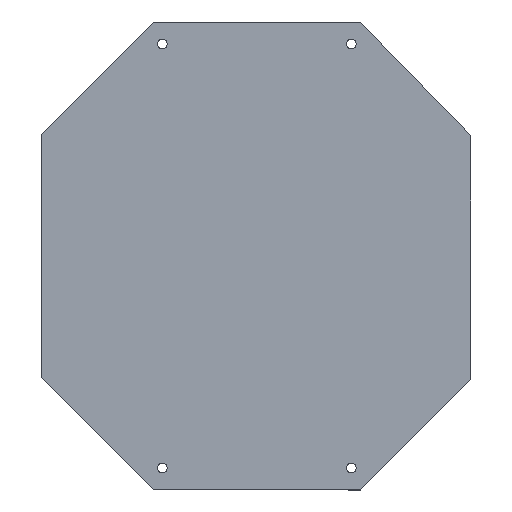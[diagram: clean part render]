
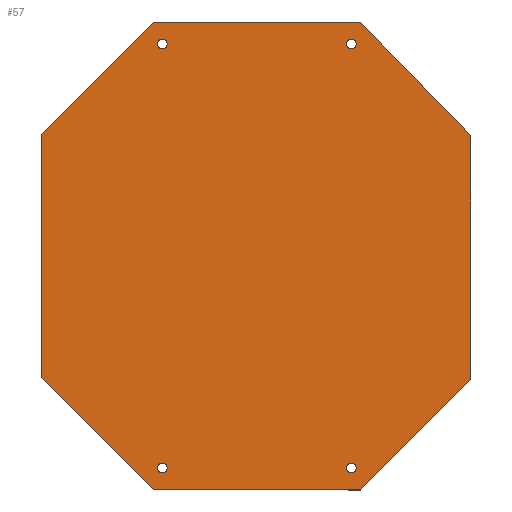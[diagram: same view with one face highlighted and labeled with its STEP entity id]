
A CAD part, top view. The second image highlights one B-rep face of the part: STEP entity #57.
In plain terms, the highlighted planar face has unit normal (0, 0, 1).
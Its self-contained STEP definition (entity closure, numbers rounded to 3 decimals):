
#57=ADVANCED_FACE('',(#189,#191,#193,#195,#197),#199,.T.);
#189=FACE_BOUND('',#190,.T.);
#190=EDGE_LOOP('',(#308,#309,#310,#311,#312,#313,#314,#315));
#191=FACE_BOUND('',#192,.T.);
#192=EDGE_LOOP('',(#316));
#193=FACE_BOUND('',#194,.T.);
#194=EDGE_LOOP('',(#317));
#195=FACE_BOUND('',#196,.T.);
#196=EDGE_LOOP('',(#318));
#197=FACE_BOUND('',#198,.T.);
#198=EDGE_LOOP('',(#319));
#199=PLANE('',#200);
#200=AXIS2_PLACEMENT_3D('',#201,#202,#203);
#201=CARTESIAN_POINT('',(0.,0.,5.));
#202=DIRECTION('',(0.,0.,1.));
#203=DIRECTION('',(-1.,0.,0.));
#308=ORIENTED_EDGE('',*,*,#372,.T.);
#309=ORIENTED_EDGE('',*,*,#373,.T.);
#310=ORIENTED_EDGE('',*,*,#374,.T.);
#311=ORIENTED_EDGE('',*,*,#375,.T.);
#312=ORIENTED_EDGE('',*,*,#376,.T.);
#313=ORIENTED_EDGE('',*,*,#377,.T.);
#314=ORIENTED_EDGE('',*,*,#378,.T.);
#315=ORIENTED_EDGE('',*,*,#379,.T.);
#316=ORIENTED_EDGE('',*,*,#380,.T.);
#317=ORIENTED_EDGE('',*,*,#381,.T.);
#318=ORIENTED_EDGE('',*,*,#382,.T.);
#319=ORIENTED_EDGE('',*,*,#383,.T.);
#372=EDGE_CURVE('',#416,#417,#418,.T.);
#373=EDGE_CURVE('',#417,#419,#420,.T.);
#374=EDGE_CURVE('',#419,#421,#422,.T.);
#375=EDGE_CURVE('',#421,#423,#424,.T.);
#376=EDGE_CURVE('',#423,#425,#426,.T.);
#377=EDGE_CURVE('',#425,#427,#428,.T.);
#378=EDGE_CURVE('',#427,#429,#430,.T.);
#379=EDGE_CURVE('',#429,#416,#431,.T.);
#380=EDGE_CURVE('',#432,#432,#433,.F.);
#381=EDGE_CURVE('',#434,#434,#435,.F.);
#382=EDGE_CURVE('',#436,#436,#437,.F.);
#383=EDGE_CURVE('',#438,#438,#439,.F.);
#416=VERTEX_POINT('',#500);
#417=VERTEX_POINT('',#501);
#418=LINE('',#502,#503);
#419=VERTEX_POINT('',#505);
#420=LINE('',#506,#507);
#421=VERTEX_POINT('',#509);
#422=LINE('',#510,#511);
#423=VERTEX_POINT('',#513);
#424=LINE('',#514,#515);
#425=VERTEX_POINT('',#517);
#426=LINE('',#518,#519);
#427=VERTEX_POINT('',#521);
#428=LINE('',#522,#523);
#429=VERTEX_POINT('',#525);
#430=LINE('',#526,#527);
#431=LINE('',#529,#530);
#432=VERTEX_POINT('',#532);
#433=CIRCLE('',#533,1.);
#434=VERTEX_POINT('',#537);
#435=CIRCLE('',#538,1.);
#436=VERTEX_POINT('',#542);
#437=CIRCLE('',#543,1.);
#438=VERTEX_POINT('',#547);
#439=CIRCLE('',#548,1.);
#500=CARTESIAN_POINT('',(13.493,36.96,5.));
#501=CARTESIAN_POINT('',(-9.491,13.981,5.));
#502=CARTESIAN_POINT('',(13.493,36.96,5.));
#503=VECTOR('',#504,1.);
#504=DIRECTION('',(-0.707,-0.707,0.));
#505=CARTESIAN_POINT('',(-9.491,-36.019,5.));
#506=CARTESIAN_POINT('',(-9.491,13.981,5.));
#507=VECTOR('',#508,1.);
#508=DIRECTION('',(0.,-1.,0.));
#509=CARTESIAN_POINT('',(13.49,-59.,5.));
#510=CARTESIAN_POINT('',(-9.491,-36.019,5.));
#511=VECTOR('',#512,1.);
#512=DIRECTION('',(0.707,-0.707,0.));
#513=CARTESIAN_POINT('',(55.99,-59.,5.));
#514=CARTESIAN_POINT('',(13.49,-59.,5.));
#515=VECTOR('',#516,1.);
#516=DIRECTION('',(1.,0.,0.));
#517=CARTESIAN_POINT('',(78.618,-36.372,5.));
#518=CARTESIAN_POINT('',(55.99,-59.,5.));
#519=VECTOR('',#520,1.);
#520=DIRECTION('',(0.707,0.707,0.));
#521=CARTESIAN_POINT('',(78.618,13.628,5.));
#522=CARTESIAN_POINT('',(78.618,-36.372,5.));
#523=VECTOR('',#524,1.);
#524=DIRECTION('',(0.,1.,0.));
#525=CARTESIAN_POINT('',(55.993,36.96,5.));
#526=CARTESIAN_POINT('',(78.618,13.628,5.));
#527=VECTOR('',#528,1.);
#528=DIRECTION('',(-0.696,0.718,0.));
#529=CARTESIAN_POINT('',(55.993,36.96,5.));
#530=VECTOR('',#531,1.);
#531=DIRECTION('',(-1.,0.,0.));
#532=CARTESIAN_POINT('',(15.354,-53.5,5.));
#533=AXIS2_PLACEMENT_3D('',#534,#535,#536);
#534=CARTESIAN_POINT('',(15.354,-54.5,5.));
#535=DIRECTION('',(0.,0.,1.));
#536=DIRECTION('',(0.,1.,0.));
#537=CARTESIAN_POINT('',(54.127,-53.5,5.));
#538=AXIS2_PLACEMENT_3D('',#539,#540,#541);
#539=CARTESIAN_POINT('',(54.127,-54.5,5.));
#540=DIRECTION('',(0.,0.,1.));
#541=DIRECTION('',(0.,1.,0.));
#542=CARTESIAN_POINT('',(54.129,33.46,5.));
#543=AXIS2_PLACEMENT_3D('',#544,#545,#546);
#544=CARTESIAN_POINT('',(54.129,32.46,5.));
#545=DIRECTION('',(0.,0.,1.));
#546=DIRECTION('',(0.,1.,0.));
#547=CARTESIAN_POINT('',(15.357,33.46,5.));
#548=AXIS2_PLACEMENT_3D('',#549,#550,#551);
#549=CARTESIAN_POINT('',(15.357,32.46,5.));
#550=DIRECTION('',(0.,0.,1.));
#551=DIRECTION('',(0.,1.,0.));
